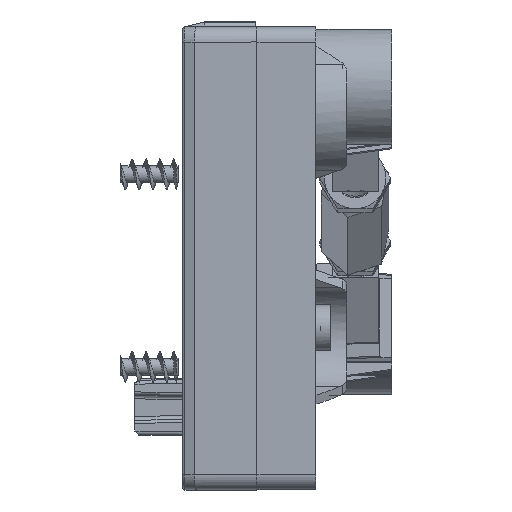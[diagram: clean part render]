
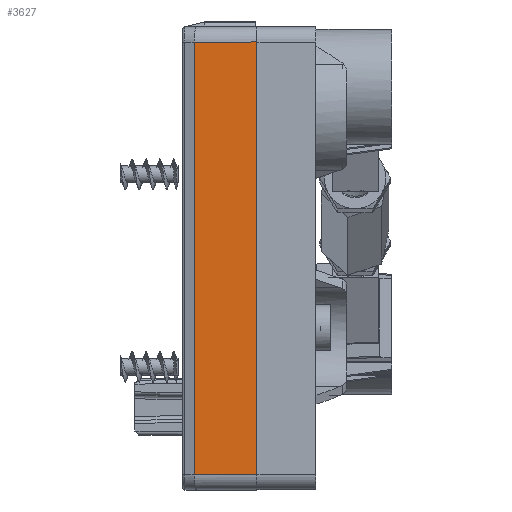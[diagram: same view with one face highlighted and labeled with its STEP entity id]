
A CAD part, front view. The second image highlights one B-rep face of the part: STEP entity #3627.
In plain terms, the highlighted planar face has unit normal (0, -1, 0).
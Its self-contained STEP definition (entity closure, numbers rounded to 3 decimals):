
#3627=ADVANCED_FACE('',(#5512),#4499,.F.);
#4499=PLANE('',#27837);
#5512=FACE_OUTER_BOUND('',#6823,.T.);
#6823=EDGE_LOOP('',(#12141,#12142,#12143,#12144,#12145));
#12141=ORIENTED_EDGE('',*,*,#20007,.T.);
#12142=ORIENTED_EDGE('',*,*,#20008,.T.);
#12143=ORIENTED_EDGE('',*,*,#19856,.T.);
#12144=ORIENTED_EDGE('',*,*,#20009,.T.);
#12145=ORIENTED_EDGE('',*,*,#19849,.T.);
#16138=VERTEX_POINT('',#48637);
#16139=VERTEX_POINT('',#48639);
#16144=VERTEX_POINT('',#48650);
#16145=VERTEX_POINT('',#48654);
#16255=VERTEX_POINT('',#49004);
#19849=EDGE_CURVE('',#16139,#16138,#22711,.T.);
#19856=EDGE_CURVE('',#16145,#16144,#22715,.T.);
#20007=EDGE_CURVE('',#16138,#16255,#22793,.T.);
#20008=EDGE_CURVE('',#16255,#16145,#22794,.T.);
#20009=EDGE_CURVE('',#16144,#16139,#22795,.T.);
#22711=LINE('',#48638,#25087);
#22715=LINE('',#48653,#25091);
#22793=LINE('',#49003,#25169);
#22794=LINE('',#49005,#25170);
#22795=LINE('',#49006,#25171);
#25087=VECTOR('',#33654,1.);
#25091=VECTOR('',#33668,1.);
#25169=VECTOR('',#33954,1.);
#25170=VECTOR('',#33955,1.);
#25171=VECTOR('',#33956,1.);
#27837=AXIS2_PLACEMENT_3D('',#49007,#33957,#33958);
#33654=DIRECTION('',(1.,0.,0.));
#33668=DIRECTION('',(-1.,0.,0.));
#33954=DIRECTION('',(0.,0.,1.));
#33955=DIRECTION('',(-0.996,0.,-0.087));
#33956=DIRECTION('',(0.,0.,-1.));
#33957=DIRECTION('',(0.,1.,0.));
#33958=DIRECTION('',(0.,0.,1.));
#48637=CARTESIAN_POINT('',(9.65,-42.85,-0.19));
#48638=CARTESIAN_POINT('',(10.,-42.85,-0.19));
#48639=CARTESIAN_POINT('',(1.5,-42.85,-0.19));
#48650=CARTESIAN_POINT('',(1.5,-42.85,56.));
#48653=CARTESIAN_POINT('',(2.2,-42.85,56.));
#48654=CARTESIAN_POINT('',(8.857,-42.85,56.));
#49003=CARTESIAN_POINT('',(9.65,-42.85,0.7));
#49004=CARTESIAN_POINT('',(9.65,-42.85,56.069));
#49005=CARTESIAN_POINT('',(2.398,-42.85,55.435));
#49006=CARTESIAN_POINT('',(1.5,-42.85,-2.19));
#49007=CARTESIAN_POINT('',(2.2,-42.85,57.7));
